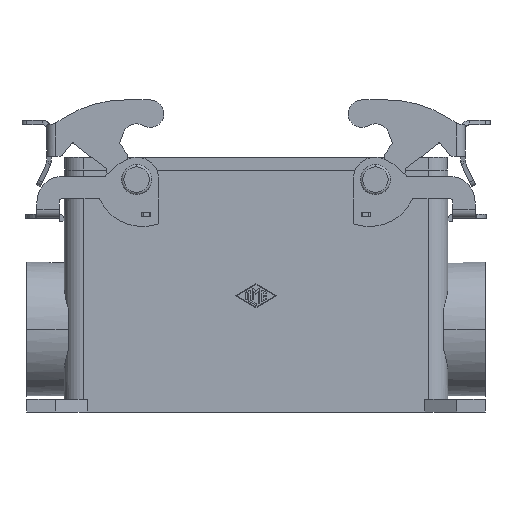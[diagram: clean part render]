
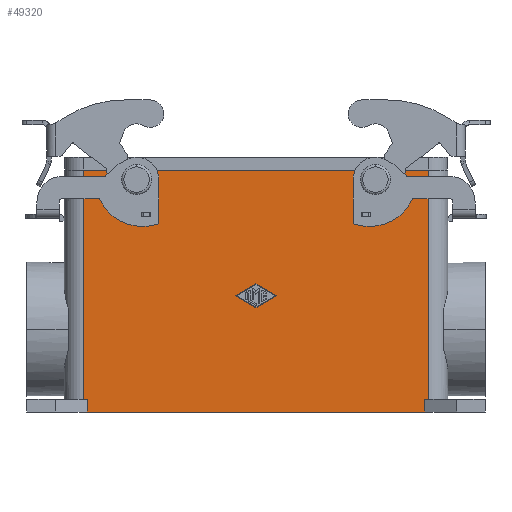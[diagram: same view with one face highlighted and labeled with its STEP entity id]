
A CAD part, front view. The second image highlights one B-rep face of the part: STEP entity #49320.
In plain terms, the highlighted planar face has unit normal (0, -1, 0).
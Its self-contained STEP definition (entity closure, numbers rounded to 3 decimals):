
#12990=CARTESIAN_POINT('',(0.,-22.25,1.5)
);
#13000=VERTEX_POINT('',#12990);
#13180=CARTESIAN_POINT('',(0.,-22.25,
-1.5));
#13190=VERTEX_POINT('',#13180);
#13220=CARTESIAN_POINT('',(0.,-22.25,0.));
#13230=DIRECTION('',(0.,1.,0.));
#13240=DIRECTION('',(0.,0.,1.));
#13250=AXIS2_PLACEMENT_3D('',#13220,#13230,#13240);
#13260=CIRCLE('',#13250,1.5);
#13270=EDGE_CURVE('',#13190,#13000,#13260,.T.);
#18600=CARTESIAN_POINT('',(-75.,-22.25,-1.5));
#18610=VERTEX_POINT('',#18600);
#18790=CARTESIAN_POINT('',(-75.,-22.25,1.5));
#18800=VERTEX_POINT('',#18790);
#18830=CARTESIAN_POINT('',(-75.,-22.25,0.));
#18840=DIRECTION('',(0.,1.,0.));
#18850=DIRECTION('',(0.,0.,1.));
#18860=AXIS2_PLACEMENT_3D('',#18830,#18840,#18850);
#18870=CIRCLE('',#18860,1.5);
#18880=EDGE_CURVE('',#18800,#18610,#18870,.T.);
#38920=CARTESIAN_POINT('',(-37.5,-22.25,-40.249));
#38930=VERTEX_POINT('',#38920);
#38980=CARTESIAN_POINT('',(-37.5,-22.25,-40.249));
#38990=DIRECTION('',(-0.866,0.,0.5));
#39000=VECTOR('',#38990,7.504);
#39010=LINE('',#38980,#39000);
#39020=CARTESIAN_POINT('',(-44.,-22.25,-36.5));
#39030=VERTEX_POINT('',#39020);
#39040=EDGE_CURVE('',#38930,#39030,#39010,.T.);
#39390=CARTESIAN_POINT('',(-31.,-22.25,-36.5));
#39400=VERTEX_POINT('',#39390);
#39450=CARTESIAN_POINT('',(-31.,-22.25,-36.5));
#39460=DIRECTION('',(-0.866,0.,-0.5));
#39470=VECTOR('',#39460,7.504);
#39480=LINE('',#39450,#39470);
#39490=EDGE_CURVE('',#39400,#38930,#39480,.T.);
#39770=CARTESIAN_POINT('',(-37.5,-22.25,-32.751));
#39780=VERTEX_POINT('',#39770);
#39830=CARTESIAN_POINT('',(-37.5,-22.25,-32.751));
#39840=DIRECTION('',(0.866,0.,-0.5));
#39850=VECTOR('',#39840,7.504);
#39860=LINE('',#39830,#39850);
#39870=EDGE_CURVE('',#39780,#39400,#39860,.T.);
#40120=CARTESIAN_POINT('',(-44.,-22.25,-36.5));
#40130=DIRECTION('',(0.866,0.,0.5));
#40140=VECTOR('',#40130,7.504);
#40150=LINE('',#40120,#40140);
#40160=EDGE_CURVE('',#39030,#39780,#40150,.T.);
#48450=CARTESIAN_POINT('',(15.5,-22.25,-73.));
#48460=DIRECTION('',(0.,-1.,0.));
#48470=DIRECTION('',(0.,0.,-1.));
#48480=AXIS2_PLACEMENT_3D('',#48450,#48460,#48470);
#48490=PLANE('',#48480);
#48500=CARTESIAN_POINT('',(-90.5,-22.25,-69.));
#48510=DIRECTION('',(-1.,0.,0.));
#48520=VECTOR('',#48510,1.25);
#48530=LINE('',#48500,#48520);
#48540=CARTESIAN_POINT('',(-90.5,-22.25,-69.));
#48550=VERTEX_POINT('',#48540);
#48560=CARTESIAN_POINT('',(-91.75,-22.25,-69.));
#48570=VERTEX_POINT('',#48560);
#48580=EDGE_CURVE('',#48550,#48570,#48530,.T.);
#48590=ORIENTED_EDGE('',*,*,#48580,.F.);
#48600=CARTESIAN_POINT('',(-91.75,-22.25,-69.));
#48610=DIRECTION('',(0.,0.,1.));
#48620=VECTOR('',#48610,72.);
#48630=LINE('',#48600,#48620);
#48640=CARTESIAN_POINT('',(-91.75,-22.25,3.));
#48650=VERTEX_POINT('',#48640);
#48660=EDGE_CURVE('',#48570,#48650,#48630,.T.);
#48670=ORIENTED_EDGE('',*,*,#48660,.F.);
#48680=CARTESIAN_POINT('',(16.75,-22.25,3.));
#48690=DIRECTION('',(-1.,0.,0.));
#48700=VECTOR('',#48690,108.5);
#48710=LINE('',#48680,#48700);
#48720=CARTESIAN_POINT('',(16.75,-22.25,3.));
#48730=VERTEX_POINT('',#48720);
#48740=EDGE_CURVE('',#48730,#48650,#48710,.T.);
#48750=ORIENTED_EDGE('',*,*,#48740,.T.);
#48760=CARTESIAN_POINT('',(16.75,-22.25,-69.));
#48770=DIRECTION('',(0.,0.,1.));
#48780=VECTOR('',#48770,72.);
#48790=LINE('',#48760,#48780);
#48800=CARTESIAN_POINT('',(16.75,-22.25,-69.));
#48810=VERTEX_POINT('',#48800);
#48820=EDGE_CURVE('',#48810,#48730,#48790,.T.);
#48830=ORIENTED_EDGE('',*,*,#48820,.T.);
#48840=CARTESIAN_POINT('',(16.75,-22.25,-69.));
#48850=DIRECTION('',(-1.,0.,0.));
#48860=VECTOR('',#48850,1.25);
#48870=LINE('',#48840,#48860);
#48880=CARTESIAN_POINT('',(15.5,-22.25,-69.));
#48890=VERTEX_POINT('',#48880);
#48900=EDGE_CURVE('',#48810,#48890,#48870,.T.);
#48910=ORIENTED_EDGE('',*,*,#48900,.F.);
#48920=CARTESIAN_POINT('',(15.5,-22.25,-73.));
#48930=DIRECTION('',(0.,0.,1.));
#48940=VECTOR('',#48930,4.);
#48950=LINE('',#48920,#48940);
#48960=CARTESIAN_POINT('',(15.5,-22.25,-73.));
#48970=VERTEX_POINT('',#48960);
#48980=EDGE_CURVE('',#48970,#48890,#48950,.T.);
#48990=ORIENTED_EDGE('',*,*,#48980,.T.);
#49000=CARTESIAN_POINT('',(15.5,-22.25,-73.));
#49010=DIRECTION('',(-1.,0.,0.));
#49020=VECTOR('',#49010,106.);
#49030=LINE('',#49000,#49020);
#49040=CARTESIAN_POINT('',(-90.5,-22.25,-73.));
#49050=VERTEX_POINT('',#49040);
#49060=EDGE_CURVE('',#48970,#49050,#49030,.T.);
#49070=ORIENTED_EDGE('',*,*,#49060,.F.);
#49080=CARTESIAN_POINT('',(-90.5,-22.25,-73.));
#49090=DIRECTION('',(0.,0.,1.));
#49100=VECTOR('',#49090,4.);
#49110=LINE('',#49080,#49100);
#49120=EDGE_CURVE('',#49050,#48550,#49110,.T.);
#49130=ORIENTED_EDGE('',*,*,#49120,.F.);
#49140=EDGE_LOOP('',(#49130,#49070,#48990,#48910,#48830,#48750,#48670,
#48590));
#49150=FACE_OUTER_BOUND('',#49140,.T.);
#49160=EDGE_CURVE('',#13000,#13190,#13260,.T.);
#49170=ORIENTED_EDGE('',*,*,#49160,.T.);
#49180=ORIENTED_EDGE('',*,*,#13270,.T.);
#49190=EDGE_LOOP('',(#49180,#49170));
#49200=FACE_BOUND('',#49190,.T.);
#49210=EDGE_CURVE('',#18610,#18800,#18870,.T.);
#49220=ORIENTED_EDGE('',*,*,#49210,.T.);
#49230=ORIENTED_EDGE('',*,*,#18880,.T.);
#49240=EDGE_LOOP('',(#49230,#49220));
#49250=FACE_BOUND('',#49240,.T.);
#49260=ORIENTED_EDGE('',*,*,#39490,.T.);
#49270=ORIENTED_EDGE('',*,*,#39870,.T.);
#49280=ORIENTED_EDGE('',*,*,#40160,.T.);
#49290=ORIENTED_EDGE('',*,*,#39040,.T.);
#49300=EDGE_LOOP('',(#49290,#49280,#49270,#49260));
#49310=FACE_BOUND('',#49300,.T.);
#49320=ADVANCED_FACE('',(#49150,#49200,#49250,#49310),#48490,.T.);
